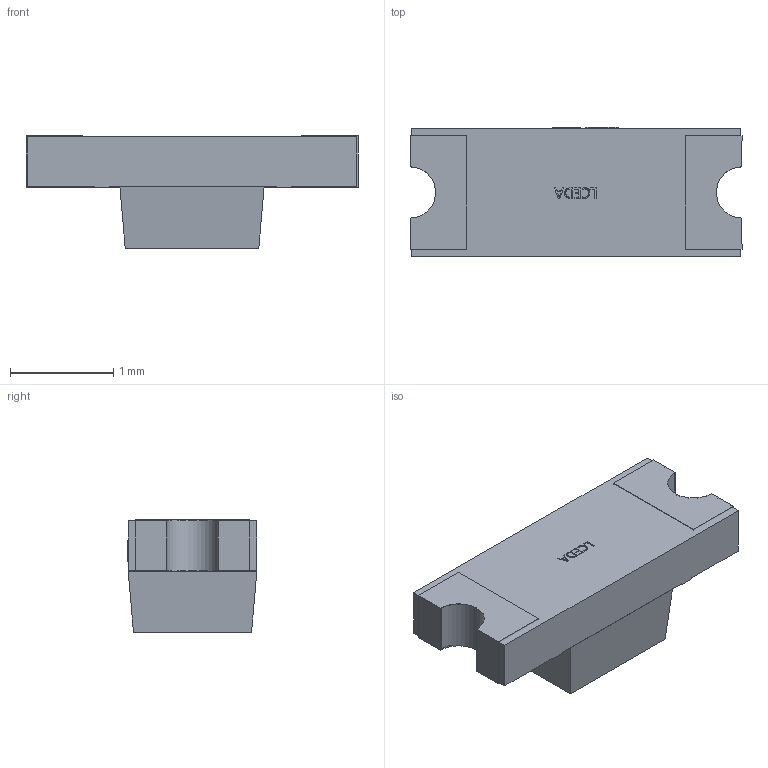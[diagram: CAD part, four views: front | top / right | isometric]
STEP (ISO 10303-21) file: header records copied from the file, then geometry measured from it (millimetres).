
FILE_DESCRIPTION (( 'STEP AP214' ), '1' );
FILE_NAME ('LED-SMD_L3.2-W1.3-RD_MHT151WDT.step', '2022-07-08T12:41:35', ( '' ), ( '' ), 'SwSTEP 2.0', 'SolidWorks 2020', '' );
FILE_SCHEMA (( 'AUTOMOTIVE_DESIGN' ));
Length unit declared in the file: millimetre
Products named in the file (1): LED-SMD_L3.2-W1.3-RD_MHT151WDT
Bounding box: 3.22 x 1.26 x 1.09 mm (x, y, z)
Volume: 3.3 mm3; surface area: 24.6 mm2
Topology: 6 solids, 6 shells, 344 faces, 914 edges, 608 vertices
Faces by surface type: plane 227, bspline 112, cylinder 5
Entity records: 15004 total; most frequent: CARTESIAN_POINT 3971, ORIENTED_EDGE 1828, DIRECTION 1162, EDGE_CURVE 914, LINE 676, VECTOR 676, VERTEX_POINT 608, EDGE_LOOP 370
